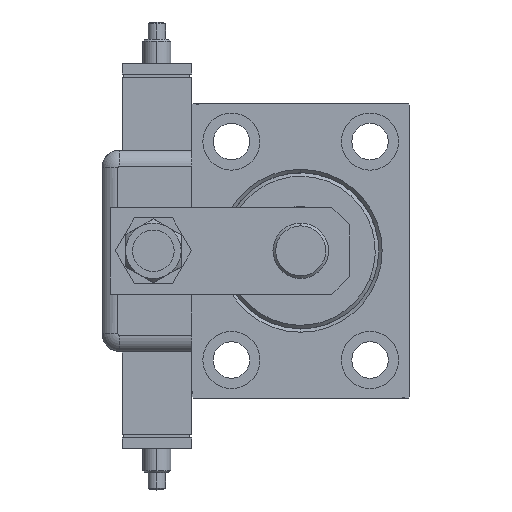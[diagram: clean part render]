
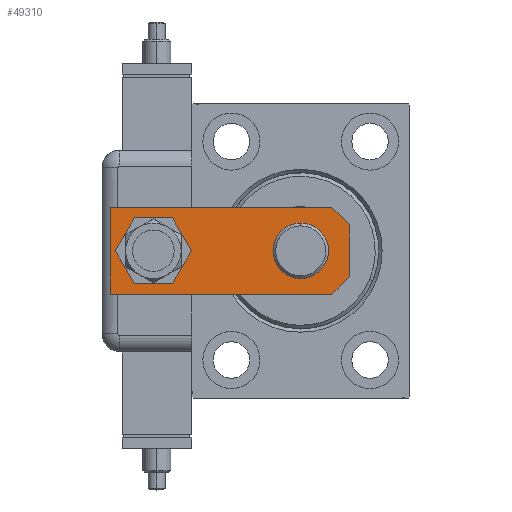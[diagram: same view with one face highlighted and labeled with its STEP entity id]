
A CAD part, left-side view. The second image highlights one B-rep face of the part: STEP entity #49310.
In plain terms, the highlighted face is planar.
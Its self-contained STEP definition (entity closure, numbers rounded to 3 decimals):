
#150 = LINE ( 'NONE', #19187, #8744 ) ;
#317 = ORIENTED_EDGE ( 'NONE', *, *, #36326, .T. ) ;
#589 = EDGE_CURVE ( 'NONE', #26830, #8771, #41623, .T. ) ;
#1791 = AXIS2_PLACEMENT_3D ( 'NONE', #17775, #60553, #36834 ) ;
#3113 = VERTEX_POINT ( 'NONE', #8028 ) ;
#3412 = FACE_OUTER_BOUND ( 'NONE', #58391, .T. ) ;
#3462 = DIRECTION ( 'NONE',  ( 0., 0., 1. ) ) ;
#5336 = CARTESIAN_POINT ( 'NONE',  ( 12.5, 0., 0. ) ) ;
#6160 = CIRCLE ( 'NONE', #7148, 7. ) ;
#6528 = DIRECTION ( 'NONE',  ( -1., 0., 0. ) ) ;
#6544 = CARTESIAN_POINT ( 'NONE',  ( 7., 13., 0. ) ) ;
#6573 = EDGE_CURVE ( 'NONE', #26830, #50390, #48420, .T. ) ;
#6797 = VECTOR ( 'NONE', #43143, 1000. ) ;
#7148 = AXIS2_PLACEMENT_3D ( 'NONE', #19356, #57446, #59592 ) ;
#8028 = CARTESIAN_POINT ( 'NONE',  ( -12.5, 69., 0. ) ) ;
#8376 = EDGE_CURVE ( 'NONE', #50050, #28238, #31950, .T. ) ;
#8597 = VERTEX_POINT ( 'NONE', #6544 ) ;
#8717 = PLANE ( 'NONE',  #1791 ) ;
#8744 = VECTOR ( 'NONE', #17944, 1000. ) ;
#8771 = VERTEX_POINT ( 'NONE', #46796 ) ;
#9152 = VECTOR ( 'NONE', #6528, 1000. ) ;
#11376 = ORIENTED_EDGE ( 'NONE', *, *, #17311, .T. ) ;
#12158 = CARTESIAN_POINT ( 'NONE',  ( 0., 13., 0. ) ) ;
#13142 = CARTESIAN_POINT ( 'NONE',  ( 0., 56.5, 0. ) ) ;
#15582 = AXIS2_PLACEMENT_3D ( 'NONE', #12158, #27152, #46206 ) ;
#15864 = CARTESIAN_POINT ( 'NONE',  ( -12.5, 5., 0. ) ) ;
#17241 = EDGE_CURVE ( 'NONE', #50390, #3113, #43395, .T. ) ;
#17311 = EDGE_CURVE ( 'NONE', #28238, #50050, #6160, .T. ) ;
#17769 = CARTESIAN_POINT ( 'NONE',  ( -12.5, 69., 0. ) ) ;
#17775 = CARTESIAN_POINT ( 'NONE',  ( 0., 0., 0. ) ) ;
#17944 = DIRECTION ( 'NONE',  ( -0.707, 0.707, 0. ) ) ;
#19187 = CARTESIAN_POINT ( 'NONE',  ( -7.5, 0., 0. ) ) ;
#19356 = CARTESIAN_POINT ( 'NONE',  ( 0., 56.5, 0. ) ) ;
#19488 = VECTOR ( 'NONE', #36828, 1000. ) ;
#20328 = EDGE_LOOP ( 'NONE', ( #11376, #31797 ) ) ;
#20494 = DIRECTION ( 'NONE',  ( 0., 0., 1. ) ) ;
#22730 = AXIS2_PLACEMENT_3D ( 'NONE', #25820, #20494, #24882 ) ;
#24882 = DIRECTION ( 'NONE',  ( 1., 0., 0. ) ) ;
#25171 = ORIENTED_EDGE ( 'NONE', *, *, #54498, .T. ) ;
#25820 = CARTESIAN_POINT ( 'NONE',  ( 0., 13., 0. ) ) ;
#26830 = VERTEX_POINT ( 'NONE', #31688 ) ;
#27152 = DIRECTION ( 'NONE',  ( 0., 0., 1. ) ) ;
#28238 = VERTEX_POINT ( 'NONE', #40931 ) ;
#29225 = LINE ( 'NONE', #34220, #40924 ) ;
#30004 = CARTESIAN_POINT ( 'NONE',  ( 7., 56.5, 0. ) ) ;
#31688 = CARTESIAN_POINT ( 'NONE',  ( 12.5, 5., 0. ) ) ;
#31797 = ORIENTED_EDGE ( 'NONE', *, *, #8376, .T. ) ;
#31950 = CIRCLE ( 'NONE', #49874, 7. ) ;
#31992 = CARTESIAN_POINT ( 'NONE',  ( -7., 13., 0. ) ) ;
#33616 = ORIENTED_EDGE ( 'NONE', *, *, #17241, .F. ) ;
#33770 = ORIENTED_EDGE ( 'NONE', *, *, #60478, .F. ) ;
#34220 = CARTESIAN_POINT ( 'NONE',  ( -12.5, 0., 0. ) ) ;
#36326 = EDGE_CURVE ( 'NONE', #49798, #8597, #55473, .T. ) ;
#36828 = DIRECTION ( 'NONE',  ( 0., -1., 0. ) ) ;
#36834 = DIRECTION ( 'NONE',  ( 1., 0., 0. ) ) ;
#37449 = FACE_BOUND ( 'NONE', #20328, .T. ) ;
#40394 = CARTESIAN_POINT ( 'NONE',  ( 12.5, 5., 0. ) ) ;
#40924 = VECTOR ( 'NONE', #53255, 1000. ) ;
#40931 = CARTESIAN_POINT ( 'NONE',  ( -7., 56.5, 0. ) ) ;
#41512 = FACE_BOUND ( 'NONE', #45915, .T. ) ;
#41623 = LINE ( 'NONE', #40394, #56393 ) ;
#43143 = DIRECTION ( 'NONE',  ( 0., 1., 0. ) ) ;
#43395 = LINE ( 'NONE', #43704, #9152 ) ;
#43704 = CARTESIAN_POINT ( 'NONE',  ( 12.5, 69., 0. ) ) ;
#44558 = EDGE_CURVE ( 'NONE', #3113, #52293, #50877, .T. ) ;
#45915 = EDGE_LOOP ( 'NONE', ( #317, #25171 ) ) ;
#46206 = DIRECTION ( 'NONE',  ( 1., 0., 0. ) ) ;
#46796 = CARTESIAN_POINT ( 'NONE',  ( 7.5, 0., 0. ) ) ;
#48420 = LINE ( 'NONE', #5336, #6797 ) ;
#49310 = ADVANCED_FACE ( 'NONE', ( #3412, #37449, #41512 ), #8717, .F. ) ;
#49667 = CIRCLE ( 'NONE', #22730, 7. ) ;
#49798 = VERTEX_POINT ( 'NONE', #31992 ) ;
#49874 = AXIS2_PLACEMENT_3D ( 'NONE', #13142, #3462, #55290 ) ;
#50050 = VERTEX_POINT ( 'NONE', #30004 ) ;
#50390 = VERTEX_POINT ( 'NONE', #53337 ) ;
#50462 = ORIENTED_EDGE ( 'NONE', *, *, #52686, .T. ) ;
#50877 = LINE ( 'NONE', #17769, #19488 ) ;
#51523 = ORIENTED_EDGE ( 'NONE', *, *, #589, .T. ) ;
#52293 = VERTEX_POINT ( 'NONE', #15864 ) ;
#52686 = EDGE_CURVE ( 'NONE', #55664, #52293, #150, .T. ) ;
#53255 = DIRECTION ( 'NONE',  ( 1., 0., 0. ) ) ;
#53337 = CARTESIAN_POINT ( 'NONE',  ( 12.5, 69., 0. ) ) ;
#53761 = CARTESIAN_POINT ( 'NONE',  ( -7.5, 0., 0. ) ) ;
#54092 = ORIENTED_EDGE ( 'NONE', *, *, #6573, .F. ) ;
#54498 = EDGE_CURVE ( 'NONE', #8597, #49798, #49667, .T. ) ;
#55290 = DIRECTION ( 'NONE',  ( 1., 0., 0. ) ) ;
#55473 = CIRCLE ( 'NONE', #15582, 7. ) ;
#55664 = VERTEX_POINT ( 'NONE', #53761 ) ;
#56393 = VECTOR ( 'NONE', #60657, 1000. ) ;
#57438 = ORIENTED_EDGE ( 'NONE', *, *, #44558, .F. ) ;
#57446 = DIRECTION ( 'NONE',  ( 0., 0., 1. ) ) ;
#58391 = EDGE_LOOP ( 'NONE', ( #33770, #50462, #57438, #33616, #54092, #51523 ) ) ;
#59592 = DIRECTION ( 'NONE',  ( 1., 0., 0. ) ) ;
#60478 = EDGE_CURVE ( 'NONE', #55664, #8771, #29225, .T. ) ;
#60553 = DIRECTION ( 'NONE',  ( 0., 0., 1. ) ) ;
#60657 = DIRECTION ( 'NONE',  ( -0.707, -0.707, 0. ) ) ;
